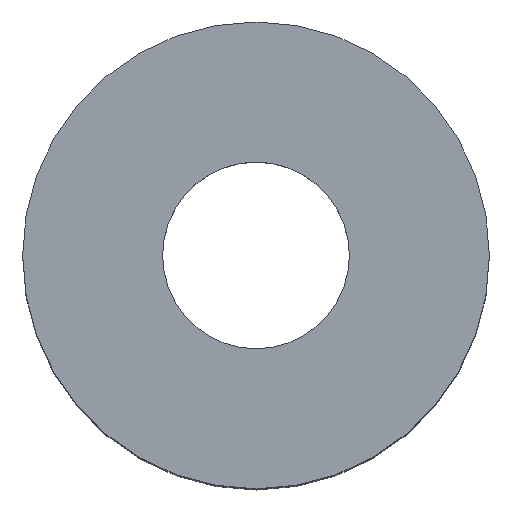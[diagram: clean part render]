
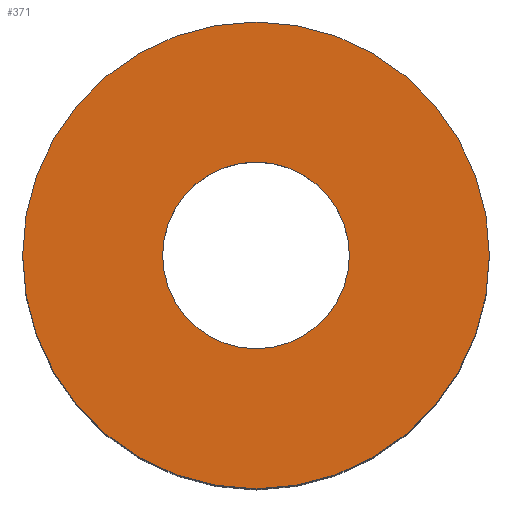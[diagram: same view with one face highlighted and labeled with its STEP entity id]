
A CAD part, top view. The second image highlights one B-rep face of the part: STEP entity #371.
In plain terms, the highlighted planar face has unit normal (0, 0, 1).
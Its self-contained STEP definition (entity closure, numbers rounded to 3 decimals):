
#24 = VERTEX_POINT('',#25);
#25 = CARTESIAN_POINT('',(10.,0.,5.));
#32 = CYLINDRICAL_SURFACE('',#33,10.);
#33 = AXIS2_PLACEMENT_3D('',#34,#35,#36);
#34 = CARTESIAN_POINT('',(0.,0.,0.));
#35 = DIRECTION('',(-0.,-0.,-1.));
#36 = DIRECTION('',(1.,0.,0.));
#51 = EDGE_CURVE('',#24,#24,#52,.T.);
#52 = SURFACE_CURVE('',#53,(#58,#65),.PCURVE_S1.);
#53 = CIRCLE('',#54,10.);
#54 = AXIS2_PLACEMENT_3D('',#55,#56,#57);
#55 = CARTESIAN_POINT('',(0.,0.,5.));
#56 = DIRECTION('',(0.,0.,1.));
#57 = DIRECTION('',(1.,0.,0.));
#58 = PCURVE('',#32,#59);
#59 = DEFINITIONAL_REPRESENTATION('',(#60),#64);
#60 = LINE('',#61,#62);
#61 = CARTESIAN_POINT('',(-0.,-5.));
#62 = VECTOR('',#63,1.);
#63 = DIRECTION('',(-1.,0.));
#64 = ( GEOMETRIC_REPRESENTATION_CONTEXT(2) 
PARAMETRIC_REPRESENTATION_CONTEXT() REPRESENTATION_CONTEXT('2D SPACE',''
  ) );
#65 = PCURVE('',#66,#71);
#66 = PLANE('',#67);
#67 = AXIS2_PLACEMENT_3D('',#68,#69,#70);
#68 = CARTESIAN_POINT('',(0.,0.,5.));
#69 = DIRECTION('',(0.,0.,1.));
#70 = DIRECTION('',(1.,0.,0.));
#71 = DEFINITIONAL_REPRESENTATION('',(#72),#76);
#72 = CIRCLE('',#73,10.);
#73 = AXIS2_PLACEMENT_2D('',#74,#75);
#74 = CARTESIAN_POINT('',(0.,0.));
#75 = DIRECTION('',(1.,0.));
#76 = ( GEOMETRIC_REPRESENTATION_CONTEXT(2) 
PARAMETRIC_REPRESENTATION_CONTEXT() REPRESENTATION_CONTEXT('2D SPACE',''
  ) );
#186 = CYLINDRICAL_SURFACE('',#187,4.);
#187 = AXIS2_PLACEMENT_3D('',#188,#189,#190);
#188 = CARTESIAN_POINT('',(0.,0.,0.));
#189 = DIRECTION('',(-0.,-0.,-1.));
#190 = DIRECTION('',(1.,0.,0.));
#371 = ADVANCED_FACE('',(#372,#375),#66,.T.);
#372 = FACE_BOUND('',#373,.T.);
#373 = EDGE_LOOP('',(#374));
#374 = ORIENTED_EDGE('',*,*,#51,.T.);
#375 = FACE_BOUND('',#376,.F.);
#376 = EDGE_LOOP('',(#377));
#377 = ORIENTED_EDGE('',*,*,#378,.T.);
#378 = EDGE_CURVE('',#379,#379,#381,.T.);
#379 = VERTEX_POINT('',#380);
#380 = CARTESIAN_POINT('',(4.,0.,5.));
#381 = SURFACE_CURVE('',#382,(#387,#394),.PCURVE_S1.);
#382 = CIRCLE('',#383,4.);
#383 = AXIS2_PLACEMENT_3D('',#384,#385,#386);
#384 = CARTESIAN_POINT('',(0.,0.,5.));
#385 = DIRECTION('',(0.,0.,1.));
#386 = DIRECTION('',(1.,0.,0.));
#387 = PCURVE('',#66,#388);
#388 = DEFINITIONAL_REPRESENTATION('',(#389),#393);
#389 = CIRCLE('',#390,4.);
#390 = AXIS2_PLACEMENT_2D('',#391,#392);
#391 = CARTESIAN_POINT('',(0.,0.));
#392 = DIRECTION('',(1.,0.));
#393 = ( GEOMETRIC_REPRESENTATION_CONTEXT(2) 
PARAMETRIC_REPRESENTATION_CONTEXT() REPRESENTATION_CONTEXT('2D SPACE',''
  ) );
#394 = PCURVE('',#186,#395);
#395 = DEFINITIONAL_REPRESENTATION('',(#396),#400);
#396 = LINE('',#397,#398);
#397 = CARTESIAN_POINT('',(-0.,-5.));
#398 = VECTOR('',#399,1.);
#399 = DIRECTION('',(-1.,0.));
#400 = ( GEOMETRIC_REPRESENTATION_CONTEXT(2) 
PARAMETRIC_REPRESENTATION_CONTEXT() REPRESENTATION_CONTEXT('2D SPACE',''
  ) );
